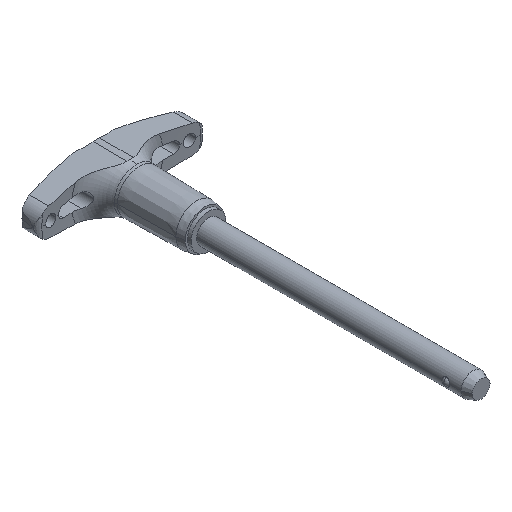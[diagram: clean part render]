
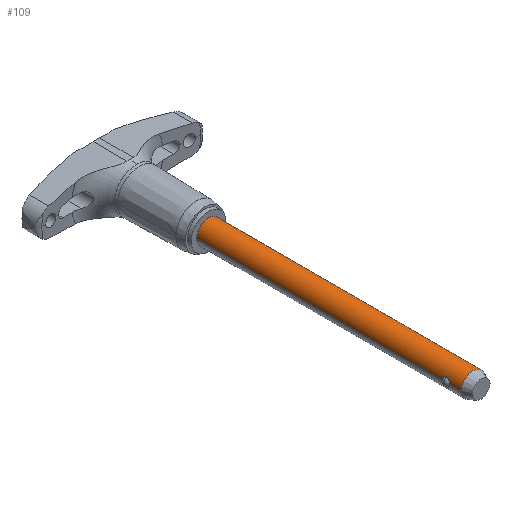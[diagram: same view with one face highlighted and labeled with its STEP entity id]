
A CAD part, isometric view. The second image highlights one B-rep face of the part: STEP entity #109.
In plain terms, the highlighted cylindrical face has radius 3.175 mm (diameter 6.35 mm), a partial arc.
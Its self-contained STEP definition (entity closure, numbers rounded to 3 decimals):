
#109=ADVANCED_FACE('',(#281),#282,.T.);
#281=FACE_OUTER_BOUND('',#520,.T.);
#282=CYLINDRICAL_SURFACE('',#521,3.175);
#520=EDGE_LOOP('',(#776,#777,#778,#779,#780,#781,#782,#783,#784,#785));
#521=AXIS2_PLACEMENT_3D('',#786,#787,#788);
#776=ORIENTED_EDGE('',*,*,#1477,.T.);
#777=ORIENTED_EDGE('',*,*,#1478,.T.);
#778=ORIENTED_EDGE('',*,*,#1479,.T.);
#779=ORIENTED_EDGE('',*,*,#1480,.T.);
#780=ORIENTED_EDGE('',*,*,#1481,.F.);
#781=ORIENTED_EDGE('',*,*,#1482,.T.);
#782=ORIENTED_EDGE('',*,*,#1483,.T.);
#783=ORIENTED_EDGE('',*,*,#1484,.T.);
#784=ORIENTED_EDGE('',*,*,#1485,.T.);
#785=ORIENTED_EDGE('',*,*,#1486,.T.);
#786=CARTESIAN_POINT('',(0.0,-36.703,0.0));
#787=DIRECTION('',(-0.0,1.0,0.0));
#788=DIRECTION('',(1.0,0.0,0.0));
#1477=EDGE_CURVE('',#1778,#1779,#1780,.T.);
#1478=EDGE_CURVE('',#1779,#1781,#1782,.T.);
#1479=EDGE_CURVE('',#1781,#1783,#1784,.T.);
#1480=EDGE_CURVE('',#1783,#1785,#1786,.T.);
#1481=EDGE_CURVE('',#1787,#1785,#1788,.T.);
#1482=EDGE_CURVE('',#1787,#1789,#1790,.T.);
#1483=EDGE_CURVE('',#1789,#1791,#1792,.T.);
#1484=EDGE_CURVE('',#1791,#1793,#1794,.T.);
#1485=EDGE_CURVE('',#1793,#1795,#1796,.T.);
#1486=EDGE_CURVE('',#1795,#1778,#1797,.T.);
#1778=VERTEX_POINT('',#2303);
#1779=VERTEX_POINT('',#2304);
#1780=LINE('',#2305,#2306);
#1781=VERTEX_POINT('',#2307);
#1782=B_SPLINE_CURVE_WITH_KNOTS('',3,(#2308,#2309,#2310,#2311,#2312,#2313,#2314,#2315,#2316,#2317,#2318,#2319,#2320,#2321),.UNSPECIFIED.,.F.,.F.,(4,2,2,2,2,2,4),(1.601,1.892,2.183,2.351,2.519,2.861,3.203),.UNSPECIFIED.);
#1783=VERTEX_POINT('',#2322);
#1784=B_SPLINE_CURVE_WITH_KNOTS('',3,(#2323,#2324,#2325,#2326,#2327,#2328,#2329,#2330,#2331,#2332,#2333,#2334,#2335,#2336),.UNSPECIFIED.,.F.,.F.,(4,2,2,2,2,2,4),(3.203,3.545,3.887,4.055,4.223,4.514,4.804),.UNSPECIFIED.);
#1785=VERTEX_POINT('',#2337);
#1786=LINE('',#2338,#2339);
#1787=VERTEX_POINT('',#2340);
#1788=CIRCLE('',#2341,3.175);
#1789=VERTEX_POINT('',#2342);
#1790=LINE('',#2343,#2344);
#1791=VERTEX_POINT('',#2345);
#1792=B_SPLINE_CURVE_WITH_KNOTS('',3,(#2346,#2347,#2348,#2349,#2350,#2351,#2352,#2353,#2354,#2355,#2356,#2357,#2358,#2359),.UNSPECIFIED.,.F.,.F.,(4,2,2,2,2,2,4),(4.804,5.095,5.386,5.554,5.722,6.064,6.406),.UNSPECIFIED.);
#1793=VERTEX_POINT('',#2360);
#1794=B_SPLINE_CURVE_WITH_KNOTS('',3,(#2361,#2362,#2363,#2364,#2365,#2366,#2367,#2368,#2369,#2370,#2371,#2372,#2373,#2374),.UNSPECIFIED.,.F.,.F.,(4,2,2,2,2,2,4),(0.0,0.342,0.684,0.852,1.02,1.311,1.601),.UNSPECIFIED.);
#1795=VERTEX_POINT('',#2375);
#1796=LINE('',#2376,#2377);
#1797=CIRCLE('',#2378,3.175);
#2303=CARTESIAN_POINT('',(3.175,-71.196,0.0));
#2304=CARTESIAN_POINT('',(3.175,-68.033,0.));
#2305=CARTESIAN_POINT('',(3.175,-36.703,0.));
#2306=VECTOR('',#3882,1.0);
#2307=CARTESIAN_POINT('',(2.97,-67.036,1.123));
#2308=CARTESIAN_POINT('',(3.175,-68.033,0.));
#2309=CARTESIAN_POINT('',(3.175,-68.033,0.097));
#2310=CARTESIAN_POINT('',(3.17,-68.022,0.202));
#2311=CARTESIAN_POINT('',(3.151,-67.972,0.405));
#2312=CARTESIAN_POINT('',(3.136,-67.935,0.503));
#2313=CARTESIAN_POINT('',(3.111,-67.863,0.636));
#2314=CARTESIAN_POINT('',(3.1,-67.831,0.687));
#2315=CARTESIAN_POINT('',(3.077,-67.758,0.783));
#2316=CARTESIAN_POINT('',(3.065,-67.718,0.828));
#2317=CARTESIAN_POINT('',(3.033,-67.596,0.942));
#2318=CARTESIAN_POINT('',(3.011,-67.494,1.01));
#2319=CARTESIAN_POINT('',(2.979,-67.271,1.1));
#2320=CARTESIAN_POINT('',(2.97,-67.15,1.123));
#2321=CARTESIAN_POINT('',(2.97,-67.036,1.123));
#2322=CARTESIAN_POINT('',(3.175,-66.04,0.));
#2323=CARTESIAN_POINT('',(2.97,-67.036,1.123));
#2324=CARTESIAN_POINT('',(2.97,-66.922,1.123));
#2325=CARTESIAN_POINT('',(2.979,-66.801,1.1));
#2326=CARTESIAN_POINT('',(3.011,-66.579,1.01));
#2327=CARTESIAN_POINT('',(3.033,-66.477,0.942));
#2328=CARTESIAN_POINT('',(3.065,-66.355,0.828));
#2329=CARTESIAN_POINT('',(3.077,-66.315,0.783));
#2330=CARTESIAN_POINT('',(3.1,-66.242,0.687));
#2331=CARTESIAN_POINT('',(3.111,-66.209,0.636));
#2332=CARTESIAN_POINT('',(3.136,-66.138,0.503));
#2333=CARTESIAN_POINT('',(3.151,-66.101,0.405));
#2334=CARTESIAN_POINT('',(3.17,-66.051,0.202));
#2335=CARTESIAN_POINT('',(3.175,-66.04,0.097));
#2336=CARTESIAN_POINT('',(3.175,-66.04,0.));
#2337=CARTESIAN_POINT('',(3.175,0.0,0.0));
#2338=CARTESIAN_POINT('',(3.175,-36.703,0.));
#2339=VECTOR('',#3883,1.0);
#2340=CARTESIAN_POINT('',(-3.175,0.0,0.));
#2341=AXIS2_PLACEMENT_3D('',#3884,#3885,#3886);
#2342=CARTESIAN_POINT('',(-3.175,-66.04,0.));
#2343=CARTESIAN_POINT('',(-3.175,-36.703,0.));
#2344=VECTOR('',#3887,1.0);
#2345=CARTESIAN_POINT('',(-2.97,-67.036,1.123));
#2346=CARTESIAN_POINT('',(-3.175,-66.04,0.));
#2347=CARTESIAN_POINT('',(-3.175,-66.04,0.097));
#2348=CARTESIAN_POINT('',(-3.17,-66.051,0.202));
#2349=CARTESIAN_POINT('',(-3.151,-66.101,0.405));
#2350=CARTESIAN_POINT('',(-3.136,-66.138,0.503));
#2351=CARTESIAN_POINT('',(-3.111,-66.209,0.636));
#2352=CARTESIAN_POINT('',(-3.1,-66.242,0.687));
#2353=CARTESIAN_POINT('',(-3.077,-66.315,0.783));
#2354=CARTESIAN_POINT('',(-3.065,-66.355,0.828));
#2355=CARTESIAN_POINT('',(-3.033,-66.477,0.942));
#2356=CARTESIAN_POINT('',(-3.011,-66.579,1.01));
#2357=CARTESIAN_POINT('',(-2.979,-66.801,1.1));
#2358=CARTESIAN_POINT('',(-2.97,-66.922,1.123));
#2359=CARTESIAN_POINT('',(-2.97,-67.036,1.123));
#2360=CARTESIAN_POINT('',(-3.175,-68.033,0.));
#2361=CARTESIAN_POINT('',(-2.97,-67.036,1.123));
#2362=CARTESIAN_POINT('',(-2.97,-67.15,1.123));
#2363=CARTESIAN_POINT('',(-2.979,-67.271,1.1));
#2364=CARTESIAN_POINT('',(-3.011,-67.494,1.01));
#2365=CARTESIAN_POINT('',(-3.033,-67.596,0.942));
#2366=CARTESIAN_POINT('',(-3.065,-67.718,0.828));
#2367=CARTESIAN_POINT('',(-3.077,-67.758,0.783));
#2368=CARTESIAN_POINT('',(-3.1,-67.831,0.687));
#2369=CARTESIAN_POINT('',(-3.111,-67.863,0.636));
#2370=CARTESIAN_POINT('',(-3.136,-67.935,0.503));
#2371=CARTESIAN_POINT('',(-3.151,-67.972,0.405));
#2372=CARTESIAN_POINT('',(-3.17,-68.022,0.202));
#2373=CARTESIAN_POINT('',(-3.175,-68.033,0.097));
#2374=CARTESIAN_POINT('',(-3.175,-68.033,0.));
#2375=CARTESIAN_POINT('',(-3.175,-71.196,0.));
#2376=CARTESIAN_POINT('',(-3.175,-36.703,0.));
#2377=VECTOR('',#3888,1.0);
#2378=AXIS2_PLACEMENT_3D('',#3889,#3890,#3891);
#3882=DIRECTION('',(0.0,1.0,0.0));
#3883=DIRECTION('',(0.0,1.0,0.0));
#3884=CARTESIAN_POINT('',(0.0,0.0,0.0));
#3885=DIRECTION('',(-0.0,1.0,0.0));
#3886=DIRECTION('',(1.0,0.0,0.0));
#3887=DIRECTION('',(-0.0,-1.0,-0.0));
#3888=DIRECTION('',(-0.0,-1.0,-0.0));
#3889=CARTESIAN_POINT('',(0.0,-71.196,0.0));
#3890=DIRECTION('',(0.,1.0,0.0));
#3891=DIRECTION('',(1.0,0.,0.0));
